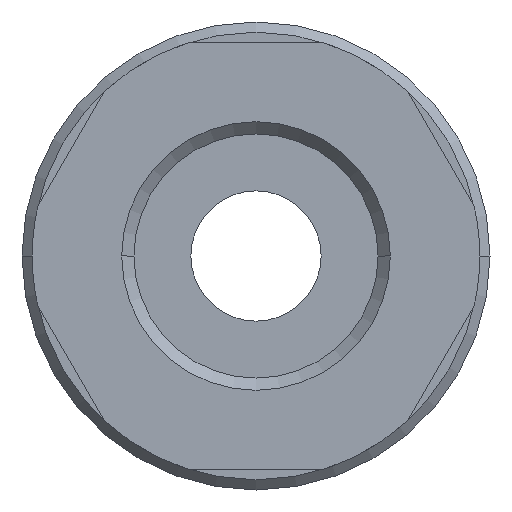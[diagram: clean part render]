
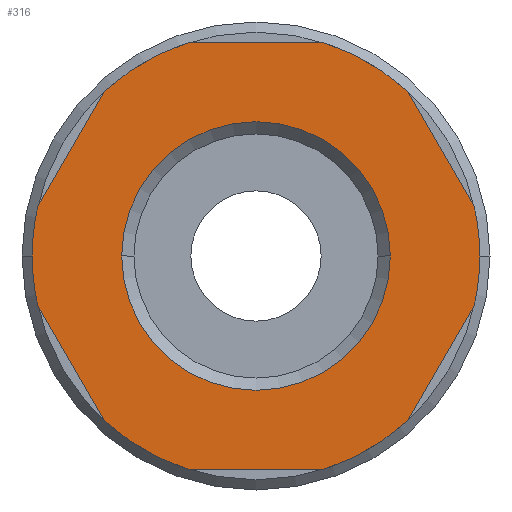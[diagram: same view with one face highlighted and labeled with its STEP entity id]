
A CAD part, front view. The second image highlights one B-rep face of the part: STEP entity #316.
In plain terms, the highlighted planar face has unit normal (0, -1, 0).
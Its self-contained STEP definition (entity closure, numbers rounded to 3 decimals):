
#316=ADVANCED_FACE('',(#639,#640),#641,.T.);
#639=FACE_BOUND('',#954,.T.);
#640=FACE_OUTER_BOUND('',#955,.T.);
#641=PLANE('',#956);
#954=EDGE_LOOP('',(#1755,#1756));
#955=EDGE_LOOP('',(#1757,#1758,#1759,#1760,#1761,#1762,#1763,#1764,#1765,#1766,#1767,#1768,#1769,#1770));
#956=AXIS2_PLACEMENT_3D('',#1771,#1772,#1773);
#1755=ORIENTED_EDGE('',*,*,#2057,.T.);
#1756=ORIENTED_EDGE('',*,*,#2028,.T.);
#1757=ORIENTED_EDGE('',*,*,#1876,.T.);
#1758=ORIENTED_EDGE('',*,*,#1992,.F.);
#1759=ORIENTED_EDGE('',*,*,#2047,.T.);
#1760=ORIENTED_EDGE('',*,*,#2018,.F.);
#1761=ORIENTED_EDGE('',*,*,#1962,.T.);
#1762=ORIENTED_EDGE('',*,*,#2068,.F.);
#1763=ORIENTED_EDGE('',*,*,#2036,.F.);
#1764=ORIENTED_EDGE('',*,*,#2072,.T.);
#1765=ORIENTED_EDGE('',*,*,#1988,.F.);
#1766=ORIENTED_EDGE('',*,*,#1871,.T.);
#1767=ORIENTED_EDGE('',*,*,#1856,.F.);
#1768=ORIENTED_EDGE('',*,*,#1934,.T.);
#1769=ORIENTED_EDGE('',*,*,#2075,.F.);
#1770=ORIENTED_EDGE('',*,*,#1968,.F.);
#1771=CARTESIAN_POINT('',(5.5,0.0,0.0));
#1772=DIRECTION('',(-0.0,-1.0,-0.0));
#1773=DIRECTION('',(-1.0,0.0,0.0));
#1856=EDGE_CURVE('',#2224,#2219,#2226,.T.);
#1871=EDGE_CURVE('',#2250,#2219,#2251,.T.);
#1876=EDGE_CURVE('',#2259,#2256,#2260,.T.);
#1934=EDGE_CURVE('',#2224,#2338,#2341,.T.);
#1962=EDGE_CURVE('',#2376,#2373,#2377,.T.);
#1968=EDGE_CURVE('',#2259,#2383,#2386,.T.);
#1988=EDGE_CURVE('',#2250,#2406,#2410,.T.);
#1992=EDGE_CURVE('',#2414,#2256,#2416,.T.);
#2018=EDGE_CURVE('',#2376,#2444,#2448,.T.);
#2028=EDGE_CURVE('',#2455,#2458,#2460,.T.);
#2036=EDGE_CURVE('',#2470,#2465,#2472,.T.);
#2047=EDGE_CURVE('',#2414,#2444,#2483,.T.);
#2057=EDGE_CURVE('',#2458,#2455,#2495,.T.);
#2068=EDGE_CURVE('',#2465,#2373,#2506,.T.);
#2072=EDGE_CURVE('',#2470,#2406,#2510,.T.);
#2075=EDGE_CURVE('',#2383,#2338,#2513,.T.);
#2219=VERTEX_POINT('',#2757);
#2224=VERTEX_POINT('',#2763);
#2226=CIRCLE('',#2766,11.0);
#2250=VERTEX_POINT('',#2804);
#2251=LINE('',#2805,#2806);
#2256=VERTEX_POINT('',#2813);
#2259=VERTEX_POINT('',#2817);
#2260=LINE('',#2818,#2819);
#2338=VERTEX_POINT('',#2967);
#2341=LINE('',#2971,#2972);
#2373=VERTEX_POINT('',#3062);
#2376=VERTEX_POINT('',#3066);
#2377=LINE('',#3067,#3068);
#2383=VERTEX_POINT('',#3076);
#2386=CIRCLE('',#3080,11.0);
#2406=VERTEX_POINT('',#3116);
#2410=CIRCLE('',#3121,11.0);
#2414=VERTEX_POINT('',#3125);
#2416=CIRCLE('',#3128,11.0);
#2444=VERTEX_POINT('',#3195);
#2448=CIRCLE('',#3200,11.0);
#2455=VERTEX_POINT('',#3209);
#2458=VERTEX_POINT('',#3213);
#2460=CIRCLE('',#3216,6.6);
#2465=VERTEX_POINT('',#3232);
#2470=VERTEX_POINT('',#3238);
#2472=CIRCLE('',#3241,11.0);
#2483=LINE('',#3263,#3264);
#2495=CIRCLE('',#3279,6.6);
#2506=CIRCLE('',#3290,11.0);
#2510=LINE('',#3294,#3295);
#2513=CIRCLE('',#3299,11.0);
#2757=CARTESIAN_POINT('',(-3.279,0.0,10.5));
#2763=CARTESIAN_POINT('',(-7.454,0.0,8.089));
#2766=AXIS2_PLACEMENT_3D('',#3435,#3436,#3437);
#2804=CARTESIAN_POINT('',(3.279,0.0,10.5));
#2805=CARTESIAN_POINT('',(2.75,0.0,10.5));
#2806=VECTOR('',#3459,1.0);
#2813=CARTESIAN_POINT('',(-7.454,0.0,-8.089));
#2817=CARTESIAN_POINT('',(-10.733,0.0,-2.411));
#2818=CARTESIAN_POINT('',(-8.406,0.0,-6.441));
#2819=VECTOR('',#3463,1.0);
#2967=CARTESIAN_POINT('',(-10.733,0.0,2.411));
#2971=CARTESIAN_POINT('',(-8.406,0.0,6.441));
#2972=VECTOR('',#3546,1.0);
#3062=CARTESIAN_POINT('',(10.733,0.0,-2.411));
#3066=CARTESIAN_POINT('',(7.454,0.0,-8.089));
#3067=CARTESIAN_POINT('',(9.781,0.0,-4.059));
#3068=VECTOR('',#3578,1.0);
#3076=CARTESIAN_POINT('',(-11.0,0.0,0.));
#3080=AXIS2_PLACEMENT_3D('',#3585,#3586,#3587);
#3116=CARTESIAN_POINT('',(7.454,0.0,8.089));
#3121=AXIS2_PLACEMENT_3D('',#3606,#3607,#3608);
#3125=CARTESIAN_POINT('',(-3.279,0.0,-10.5));
#3128=AXIS2_PLACEMENT_3D('',#3613,#3614,#3615);
#3195=CARTESIAN_POINT('',(3.279,0.0,-10.5));
#3200=AXIS2_PLACEMENT_3D('',#3644,#3645,#3646);
#3209=CARTESIAN_POINT('',(6.6,0.0,0.));
#3213=CARTESIAN_POINT('',(-6.6,0.0,0.));
#3216=AXIS2_PLACEMENT_3D('',#3657,#3658,#3659);
#3232=CARTESIAN_POINT('',(11.0,0.0,0.));
#3238=CARTESIAN_POINT('',(10.733,0.0,2.411));
#3241=AXIS2_PLACEMENT_3D('',#3665,#3666,#3667);
#3263=CARTESIAN_POINT('',(2.75,0.0,-10.5));
#3264=VECTOR('',#3671,1.0);
#3279=AXIS2_PLACEMENT_3D('',#3681,#3682,#3683);
#3290=AXIS2_PLACEMENT_3D('',#3687,#3688,#3689);
#3294=CARTESIAN_POINT('',(9.781,0.0,4.059));
#3295=VECTOR('',#3693,1.0);
#3299=AXIS2_PLACEMENT_3D('',#3695,#3696,#3697);
#3435=CARTESIAN_POINT('',(0.0,0.0,0.0));
#3436=DIRECTION('',(-0.0,1.0,0.0));
#3437=DIRECTION('',(1.0,0.0,0.0));
#3459=DIRECTION('',(-1.0,0.0,0.));
#3463=DIRECTION('',(0.5,0.0,-0.866));
#3546=DIRECTION('',(-0.5,0.0,-0.866));
#3578=DIRECTION('',(0.5,-0.0,0.866));
#3585=CARTESIAN_POINT('',(0.0,0.0,0.0));
#3586=DIRECTION('',(-0.0,1.0,0.0));
#3587=DIRECTION('',(1.0,0.0,0.0));
#3606=CARTESIAN_POINT('',(0.0,0.0,0.0));
#3607=DIRECTION('',(-0.0,1.0,0.0));
#3608=DIRECTION('',(1.0,0.0,0.0));
#3613=CARTESIAN_POINT('',(0.0,0.0,0.0));
#3614=DIRECTION('',(-0.0,1.0,0.0));
#3615=DIRECTION('',(1.0,0.0,0.0));
#3644=CARTESIAN_POINT('',(0.0,0.0,0.0));
#3645=DIRECTION('',(-0.0,1.0,0.0));
#3646=DIRECTION('',(1.0,0.0,0.0));
#3657=CARTESIAN_POINT('',(0.0,0.0,0.0));
#3658=DIRECTION('',(-0.0,1.0,0.0));
#3659=DIRECTION('',(1.0,0.0,0.0));
#3665=CARTESIAN_POINT('',(0.0,0.0,0.0));
#3666=DIRECTION('',(-0.0,1.0,0.0));
#3667=DIRECTION('',(1.0,0.0,0.0));
#3671=DIRECTION('',(1.0,-0.0,0.0));
#3681=CARTESIAN_POINT('',(0.0,0.0,0.0));
#3682=DIRECTION('',(-0.0,1.0,0.0));
#3683=DIRECTION('',(1.0,0.0,0.0));
#3687=CARTESIAN_POINT('',(0.0,0.0,0.0));
#3688=DIRECTION('',(-0.0,1.0,0.0));
#3689=DIRECTION('',(1.0,0.0,0.0));
#3693=DIRECTION('',(-0.5,0.0,0.866));
#3695=CARTESIAN_POINT('',(0.0,0.0,0.0));
#3696=DIRECTION('',(-0.0,1.0,0.0));
#3697=DIRECTION('',(1.0,0.0,0.0));
